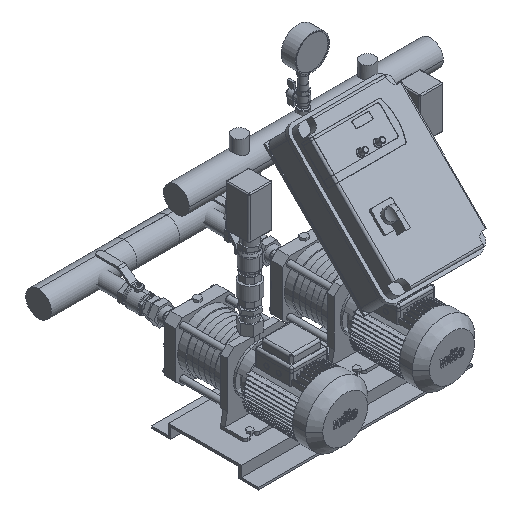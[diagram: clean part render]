
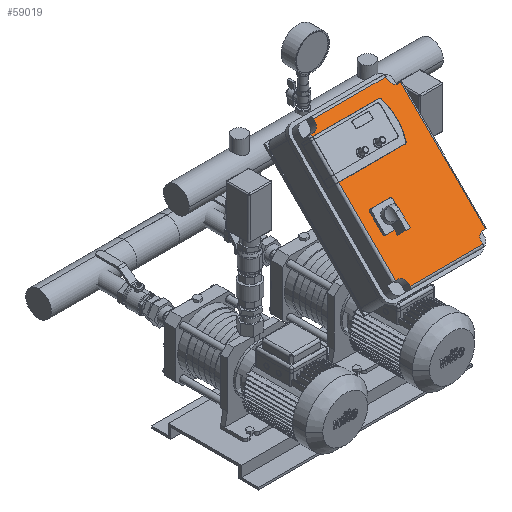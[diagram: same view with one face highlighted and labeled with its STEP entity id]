
A CAD part, isometric view. The second image highlights one B-rep face of the part: STEP entity #59019.
In plain terms, the highlighted planar face has unit normal (0, -0.707, 0.707).
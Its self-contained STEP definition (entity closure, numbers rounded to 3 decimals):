
#58559=CARTESIAN_POINT('',(145.,-187.584,572.271));
#58560=VERTEX_POINT('',#58559);
#58568=CARTESIAN_POINT('',(300.042,-187.584,572.271));
#58569=VERTEX_POINT('',#58568);
#58570=CARTESIAN_POINT('',(300.042,-187.584,572.271));
#58571=DIRECTION('',(-1.0,0.0,0.0));
#58572=VECTOR('',#58571,155.042);
#58573=LINE('',#58570,#58572);
#58574=EDGE_CURVE('',#58569,#58560,#58573,.T.);
#58601=CARTESIAN_POINT('',(304.726,-128.364,631.492));
#58602=VERTEX_POINT('',#58601);
#58609=CARTESIAN_POINT('',(300.042,-126.066,633.79));
#58610=VERTEX_POINT('',#58609);
#58611=CARTESIAN_POINT('',(300.042,-129.602,630.254));
#58612=DIRECTION('',(0.,0.707,-0.707));
#58613=DIRECTION('',(0.937,0.247,0.247));
#58614=AXIS2_PLACEMENT_3D('',#58611,#58612,#58613);
#58615=CIRCLE('',#58614,5.);
#58616=EDGE_CURVE('',#58610,#58602,#58615,.T.);
#58642=CARTESIAN_POINT('',(304.726,-185.286,574.569));
#58643=VERTEX_POINT('',#58642);
#58644=CARTESIAN_POINT('',(300.042,-184.049,575.807));
#58645=DIRECTION('',(0.0,0.707,-0.707));
#58646=DIRECTION('',(0.,-0.707,-0.707));
#58647=AXIS2_PLACEMENT_3D('',#58644,#58645,#58646);
#58648=CIRCLE('',#58647,5.);
#58649=EDGE_CURVE('',#58643,#58569,#58648,.T.);
#58673=CARTESIAN_POINT('',(197.,-156.825,603.03));
#58674=DIRECTION('',(0.,0.707,-0.707));
#58675=DIRECTION('',(0.937,-0.247,-0.247));
#58676=AXIS2_PLACEMENT_3D('',#58673,#58674,#58675);
#58677=CIRCLE('',#58676,115.0);
#58678=EDGE_CURVE('',#58602,#58643,#58677,.T.);
#58698=CARTESIAN_POINT('',(145.0,-320.52,439.335));
#58699=VERTEX_POINT('',#58698);
#58707=CARTESIAN_POINT('',(145.0,-320.52,439.335));
#58708=DIRECTION('',(0.,0.707,0.707));
#58709=VECTOR('',#58708,188.);
#58710=LINE('',#58707,#58709);
#58711=EDGE_CURVE('',#58699,#58560,#58710,.T.);
#58809=CARTESIAN_POINT('',(335.0,-108.388,651.467));
#58810=VERTEX_POINT('',#58809);
#58828=CARTESIAN_POINT('',(165.,-108.388,651.467));
#58829=VERTEX_POINT('',#58828);
#58837=CARTESIAN_POINT('',(165.,-108.388,651.467));
#58838=DIRECTION('',(1.0,0.0,0.0));
#58839=VECTOR('',#58838,170.);
#58840=LINE('',#58837,#58839);
#58841=EDGE_CURVE('',#58829,#58810,#58840,.T.);
#58852=CARTESIAN_POINT('',(335.0,-111.924,647.932));
#58853=VERTEX_POINT('',#58852);
#58854=CARTESIAN_POINT('',(335.0,-111.924,647.932));
#58855=DIRECTION('',(0.0,0.707,0.707));
#58856=VECTOR('',#58855,5.);
#58857=LINE('',#58854,#58856);
#58858=EDGE_CURVE('',#58853,#58810,#58857,.T.);
#58885=CARTESIAN_POINT('',(250.0,-221.525,538.33));
#58886=DIRECTION('',(0.0,-0.707,0.707));
#58887=DIRECTION('',(0.,-0.707,-0.707));
#58888=AXIS2_PLACEMENT_3D('',#58885,#58886,#58887);
#58889=PLANE('',#58888);
#58890=ORIENTED_EDGE('',*,*,#58574,.T.);
#58891=ORIENTED_EDGE('',*,*,#58711,.F.);
#58892=CARTESIAN_POINT('',(150.0,-320.52,439.335));
#58893=VERTEX_POINT('',#58892);
#58894=CARTESIAN_POINT('',(145.0,-320.52,439.335));
#58895=DIRECTION('',(1.0,0.0,0.0));
#58896=VECTOR('',#58895,5.0);
#58897=LINE('',#58894,#58896);
#58898=EDGE_CURVE('',#58699,#58893,#58897,.T.);
#58899=ORIENTED_EDGE('',*,*,#58898,.T.);
#58900=CARTESIAN_POINT('',(165.0,-331.127,428.729));
#58901=VERTEX_POINT('',#58900);
#58902=CARTESIAN_POINT('',(150.0,-331.127,428.729));
#58903=DIRECTION('',(0.0,0.707,-0.707));
#58904=DIRECTION('',(1.0,0.0,0.0));
#58905=AXIS2_PLACEMENT_3D('',#58902,#58903,#58904);
#58906=CIRCLE('',#58905,15.);
#58907=EDGE_CURVE('',#58893,#58901,#58906,.T.);
#58908=ORIENTED_EDGE('',*,*,#58907,.T.);
#58909=CARTESIAN_POINT('',(165.0,-334.663,425.193));
#58910=VERTEX_POINT('',#58909);
#58911=CARTESIAN_POINT('',(165.0,-331.127,428.729));
#58912=DIRECTION('',(0.0,-0.707,-0.707));
#58913=VECTOR('',#58912,5.);
#58914=LINE('',#58911,#58913);
#58915=EDGE_CURVE('',#58901,#58910,#58914,.T.);
#58916=ORIENTED_EDGE('',*,*,#58915,.T.);
#58917=CARTESIAN_POINT('',(335.0,-334.663,425.193));
#58918=VERTEX_POINT('',#58917);
#58919=CARTESIAN_POINT('',(335.0,-334.663,425.193));
#58920=DIRECTION('',(-1.0,0.0,0.0));
#58921=VECTOR('',#58920,170.0);
#58922=LINE('',#58919,#58921);
#58923=EDGE_CURVE('',#58918,#58910,#58922,.T.);
#58924=ORIENTED_EDGE('',*,*,#58923,.F.);
#58925=CARTESIAN_POINT('',(335.0,-331.127,428.729));
#58926=VERTEX_POINT('',#58925);
#58927=CARTESIAN_POINT('',(335.0,-334.663,425.193));
#58928=DIRECTION('',(0.0,0.707,0.707));
#58929=VECTOR('',#58928,5.0);
#58930=LINE('',#58927,#58929);
#58931=EDGE_CURVE('',#58918,#58926,#58930,.T.);
#58932=ORIENTED_EDGE('',*,*,#58931,.T.);
#58933=CARTESIAN_POINT('',(350.,-320.52,439.335));
#58934=VERTEX_POINT('',#58933);
#58935=CARTESIAN_POINT('',(350.,-331.127,428.729));
#58936=DIRECTION('',(0.0,0.707,-0.707));
#58937=DIRECTION('',(0.,0.707,0.707));
#58938=AXIS2_PLACEMENT_3D('',#58935,#58936,#58937);
#58939=CIRCLE('',#58938,15.);
#58940=EDGE_CURVE('',#58926,#58934,#58939,.T.);
#58941=ORIENTED_EDGE('',*,*,#58940,.T.);
#58942=CARTESIAN_POINT('',(355.0,-320.52,439.335));
#58943=VERTEX_POINT('',#58942);
#58944=CARTESIAN_POINT('',(350.,-320.52,439.335));
#58945=DIRECTION('',(1.0,0.0,0.0));
#58946=VECTOR('',#58945,5.);
#58947=LINE('',#58944,#58946);
#58948=EDGE_CURVE('',#58934,#58943,#58947,.T.);
#58949=ORIENTED_EDGE('',*,*,#58948,.T.);
#58950=CARTESIAN_POINT('',(355.0,-122.53,637.325));
#58951=VERTEX_POINT('',#58950);
#58952=CARTESIAN_POINT('',(355.0,-122.53,637.325));
#58953=DIRECTION('',(0.0,-0.707,-0.707));
#58954=VECTOR('',#58953,280.);
#58955=LINE('',#58952,#58954);
#58956=EDGE_CURVE('',#58951,#58943,#58955,.T.);
#58957=ORIENTED_EDGE('',*,*,#58956,.F.);
#58958=CARTESIAN_POINT('',(350.0,-122.53,637.325));
#58959=VERTEX_POINT('',#58958);
#58960=CARTESIAN_POINT('',(355.0,-122.53,637.325));
#58961=DIRECTION('',(-1.0,0.0,0.0));
#58962=VECTOR('',#58961,5.0);
#58963=LINE('',#58960,#58962);
#58964=EDGE_CURVE('',#58951,#58959,#58963,.T.);
#58965=ORIENTED_EDGE('',*,*,#58964,.T.);
#58966=CARTESIAN_POINT('',(350.0,-111.924,647.932));
#58967=DIRECTION('',(0.0,0.707,-0.707));
#58968=DIRECTION('',(-1.0,0.0,0.0));
#58969=AXIS2_PLACEMENT_3D('',#58966,#58967,#58968);
#58970=CIRCLE('',#58969,15.0);
#58971=EDGE_CURVE('',#58959,#58853,#58970,.T.);
#58972=ORIENTED_EDGE('',*,*,#58971,.T.);
#58973=ORIENTED_EDGE('',*,*,#58858,.T.);
#58974=ORIENTED_EDGE('',*,*,#58841,.F.);
#58975=CARTESIAN_POINT('',(165.,-111.924,647.932));
#58976=VERTEX_POINT('',#58975);
#58977=CARTESIAN_POINT('',(165.,-108.388,651.467));
#58978=DIRECTION('',(0.0,-0.707,-0.707));
#58979=VECTOR('',#58978,5.);
#58980=LINE('',#58977,#58979);
#58981=EDGE_CURVE('',#58829,#58976,#58980,.T.);
#58982=ORIENTED_EDGE('',*,*,#58981,.T.);
#58983=CARTESIAN_POINT('',(150.,-122.53,637.325));
#58984=VERTEX_POINT('',#58983);
#58985=CARTESIAN_POINT('',(150.,-111.924,647.932));
#58986=DIRECTION('',(0.0,0.707,-0.707));
#58987=DIRECTION('',(0.,-0.707,-0.707));
#58988=AXIS2_PLACEMENT_3D('',#58985,#58986,#58987);
#58989=CIRCLE('',#58988,15.);
#58990=EDGE_CURVE('',#58976,#58984,#58989,.T.);
#58991=ORIENTED_EDGE('',*,*,#58990,.T.);
#58992=CARTESIAN_POINT('',(145.,-122.53,637.325));
#58993=VERTEX_POINT('',#58992);
#58994=CARTESIAN_POINT('',(150.,-122.53,637.325));
#58995=DIRECTION('',(-1.0,0.0,0.0));
#58996=VECTOR('',#58995,5.0);
#58997=LINE('',#58994,#58996);
#58998=EDGE_CURVE('',#58984,#58993,#58997,.T.);
#58999=ORIENTED_EDGE('',*,*,#58998,.T.);
#59000=CARTESIAN_POINT('',(145.,-126.066,633.79));
#59001=VERTEX_POINT('',#59000);
#59002=CARTESIAN_POINT('',(145.,-126.066,633.79));
#59003=DIRECTION('',(0.,0.707,0.707));
#59004=VECTOR('',#59003,5.);
#59005=LINE('',#59002,#59004);
#59006=EDGE_CURVE('',#59001,#58993,#59005,.T.);
#59007=ORIENTED_EDGE('',*,*,#59006,.F.);
#59008=CARTESIAN_POINT('',(145.,-126.066,633.79));
#59009=DIRECTION('',(1.0,0.0,0.0));
#59010=VECTOR('',#59009,155.042);
#59011=LINE('',#59008,#59010);
#59012=EDGE_CURVE('',#59001,#58610,#59011,.T.);
#59013=ORIENTED_EDGE('',*,*,#59012,.T.);
#59014=ORIENTED_EDGE('',*,*,#58616,.T.);
#59015=ORIENTED_EDGE('',*,*,#58678,.T.);
#59016=ORIENTED_EDGE('',*,*,#58649,.T.);
#59017=EDGE_LOOP('',(#58890,#58891,#58899,#58908,#58916,#58924,#58932,#58941,#58949,#58957,#58965,#58972,#58973,#58974,#58982,#58991,#58999,#59007,#59013,#59014,#59015,#59016));
#59018=FACE_OUTER_BOUND('',#59017,.T.);
#59019=ADVANCED_FACE('',(#59018),#58889,.T.);
